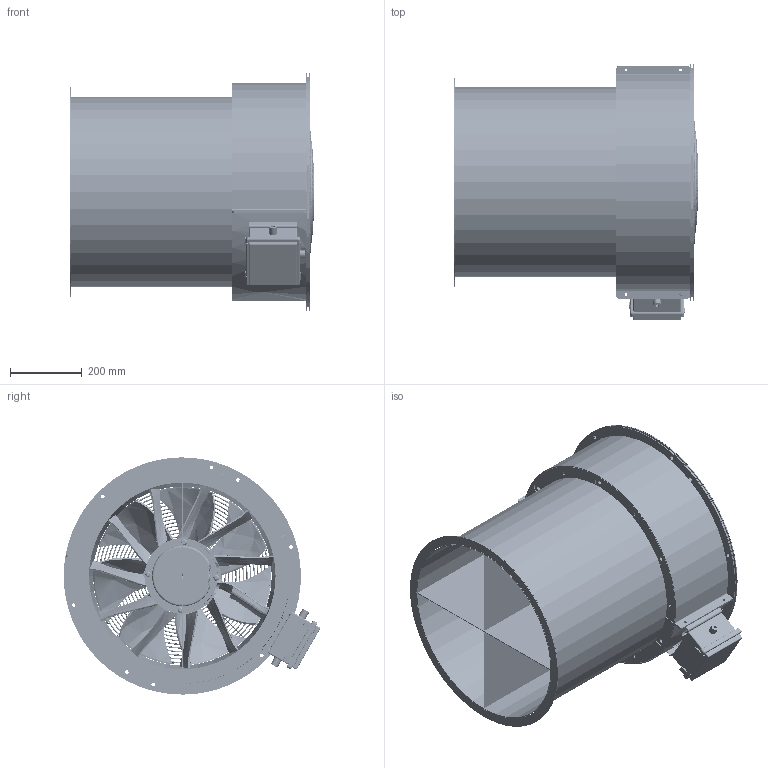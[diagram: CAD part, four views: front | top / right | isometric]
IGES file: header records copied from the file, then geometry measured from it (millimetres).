
Start section: SolidWorks IGES file using analytic representation for surfaces
Global section: file name: H140.IGS; native system: SolidWorks 2016; preprocessor: SolidWorks 2016; author: AdminPC; date: 170203.113723; units: inch
Bounding box: 683.16 x 716.22 x 662.08 mm (x, y, z)
Surface area: 6348817.3 mm2 (no closed solid volume)
Topology: 0 solids, 0 shells, 2333 faces, 39890 edges, 39887 vertices
Faces by surface type: bspline 1370, revolution 963
